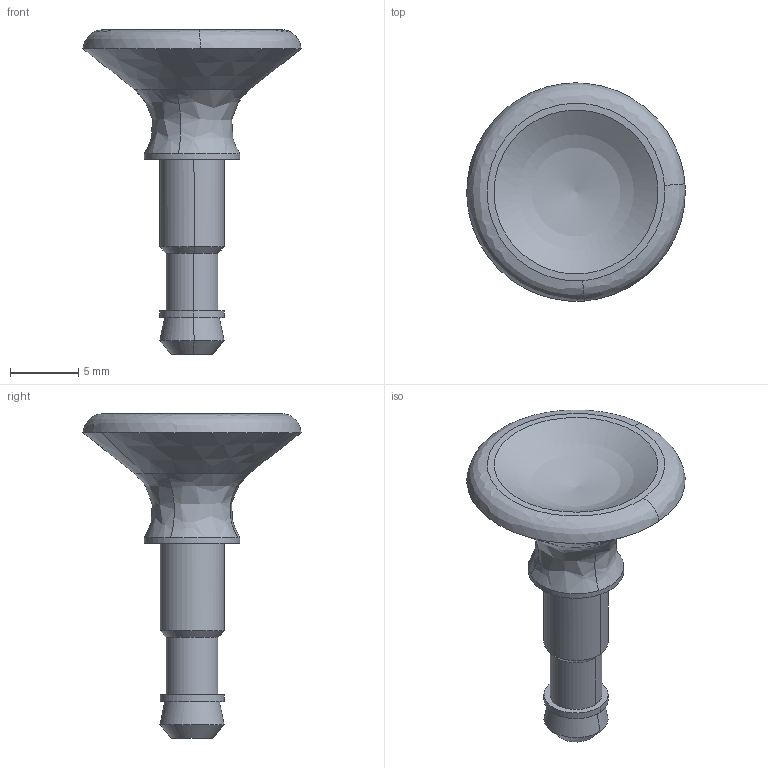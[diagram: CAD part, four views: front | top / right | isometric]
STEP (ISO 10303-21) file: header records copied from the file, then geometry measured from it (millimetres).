
FILE_DESCRIPTION((''),'2;1');
FILE_NAME('','2005-07-15T13:13:44',(''),(''),'','CADfix','');
FILE_SCHEMA(('AUTOMOTIVE_DESIGN'));
Length unit declared in the file: millimetre
Products named in the file (1): plunger
Bounding box: 16 x 15.99 x 23.8 mm (x, y, z)
Volume: 887.7 mm3; surface area: 791.5 mm2
Topology: 1 solids, 1 shells, 26 faces, 88 edges, 68 vertices
Faces by surface type: bspline 26
Entity records: 1158 total; most frequent: CARTESIAN_POINT 697, ORIENTED_EDGE 176, EDGE_CURVE 88, VERTEX_POINT 68, EDGE_LOOP 30, FACE_OUTER_BOUND 26, ADVANCED_FACE 26, QUASI_UNIFORM_CURVE 16
